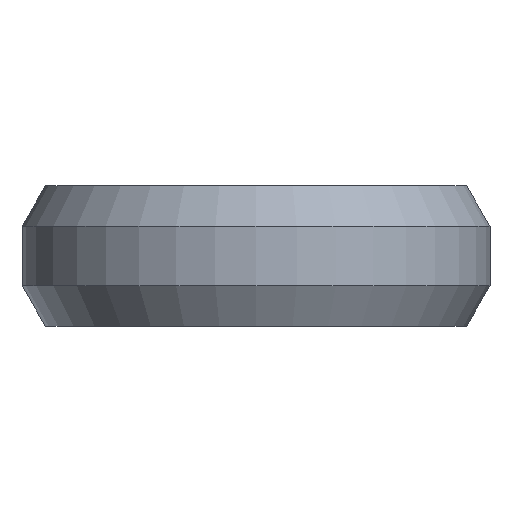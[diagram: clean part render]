
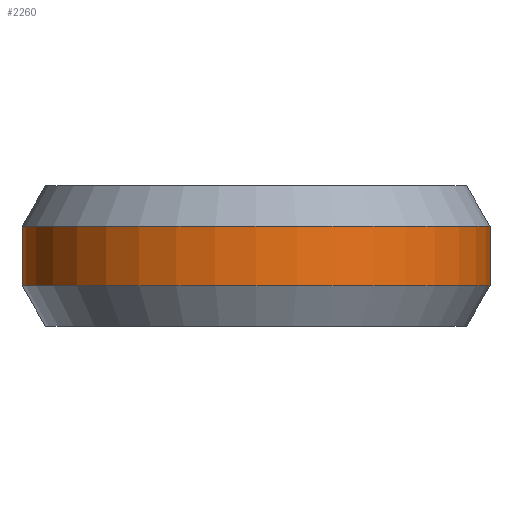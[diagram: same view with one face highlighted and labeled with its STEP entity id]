
A CAD part, front view. The second image highlights one B-rep face of the part: STEP entity #2260.
In plain terms, the highlighted cylindrical face has radius 10 mm (diameter 20 mm), a partial arc.
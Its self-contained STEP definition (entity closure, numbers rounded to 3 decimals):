
#154 = DIRECTION ( 'NONE',  ( 0., 0., -1. ) ) ;
#192 = AXIS2_PLACEMENT_3D ( 'NONE', #295, #1482, #1897 ) ;
#295 = CARTESIAN_POINT ( 'NONE',  ( 0., -45., 4.268 ) ) ;
#317 = CIRCLE ( 'NONE', #192, 10. ) ;
#342 = VERTEX_POINT ( 'NONE', #635 ) ;
#597 = CARTESIAN_POINT ( 'NONE',  ( 0., -45., 6. ) ) ;
#635 = CARTESIAN_POINT ( 'NONE',  ( 10., -45., 4.268 ) ) ;
#652 = ORIENTED_EDGE ( 'NONE', *, *, #1530, .T. ) ;
#734 = VECTOR ( 'NONE', #1634, 1000. ) ;
#737 = EDGE_CURVE ( 'NONE', #2377, #1929, #2351, .T. ) ;
#817 = VERTEX_POINT ( 'NONE', #1403 ) ;
#826 = DIRECTION ( 'NONE',  ( 0., 0., -1. ) ) ;
#857 = LINE ( 'NONE', #1278, #734 ) ;
#897 = CARTESIAN_POINT ( 'NONE',  ( -10., -45., 4.268 ) ) ;
#986 = EDGE_CURVE ( 'NONE', #342, #817, #857, .T. ) ;
#1191 = AXIS2_PLACEMENT_3D ( 'NONE', #597, #826, #1985 ) ;
#1278 = CARTESIAN_POINT ( 'NONE',  ( 10., -45., 6. ) ) ;
#1316 = ORIENTED_EDGE ( 'NONE', *, *, #737, .T. ) ;
#1358 = EDGE_CURVE ( 'NONE', #342, #2377, #317, .T. ) ;
#1369 = DIRECTION ( 'NONE',  ( -1., 0., 0. ) ) ;
#1402 = CARTESIAN_POINT ( 'NONE',  ( -10., -45., 1.732 ) ) ;
#1403 = CARTESIAN_POINT ( 'NONE',  ( 10., -45., 1.732 ) ) ;
#1482 = DIRECTION ( 'NONE',  ( 0., 0., -1. ) ) ;
#1530 = EDGE_CURVE ( 'NONE', #1929, #817, #2395, .T. ) ;
#1634 = DIRECTION ( 'NONE',  ( 0., 0., -1. ) ) ;
#1789 = EDGE_LOOP ( 'NONE', ( #1316, #652, #1874, #2274 ) ) ;
#1874 = ORIENTED_EDGE ( 'NONE', *, *, #986, .F. ) ;
#1897 = DIRECTION ( 'NONE',  ( 1., 0., 0. ) ) ;
#1929 = VERTEX_POINT ( 'NONE', #1402 ) ;
#1947 = CARTESIAN_POINT ( 'NONE',  ( -10., -45., 6. ) ) ;
#1949 = DIRECTION ( 'NONE',  ( 0., 0., 1. ) ) ;
#1985 = DIRECTION ( 'NONE',  ( -1., 0., 0. ) ) ;
#2150 = CARTESIAN_POINT ( 'NONE',  ( 0., -45., 1.732 ) ) ;
#2211 = CYLINDRICAL_SURFACE ( 'NONE', #1191, 10. ) ;
#2219 = VECTOR ( 'NONE', #154, 1000. ) ;
#2233 = AXIS2_PLACEMENT_3D ( 'NONE', #2150, #1949, #1369 ) ;
#2260 = ADVANCED_FACE ( 'NONE', ( #2369 ), #2211, .T. ) ;
#2274 = ORIENTED_EDGE ( 'NONE', *, *, #1358, .T. ) ;
#2351 = LINE ( 'NONE', #1947, #2219 ) ;
#2369 = FACE_OUTER_BOUND ( 'NONE', #1789, .T. ) ;
#2377 = VERTEX_POINT ( 'NONE', #897 ) ;
#2395 = CIRCLE ( 'NONE', #2233, 10. ) ;
